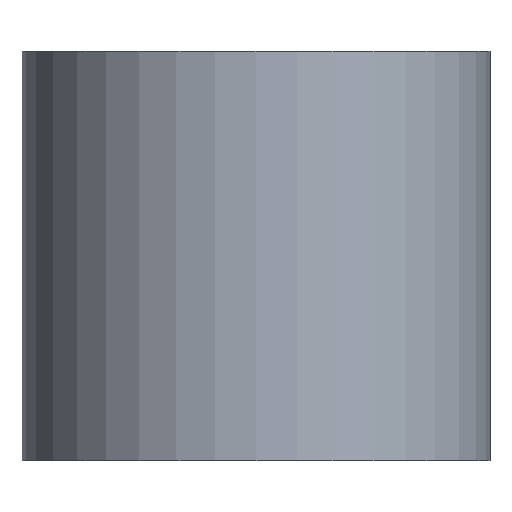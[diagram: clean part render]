
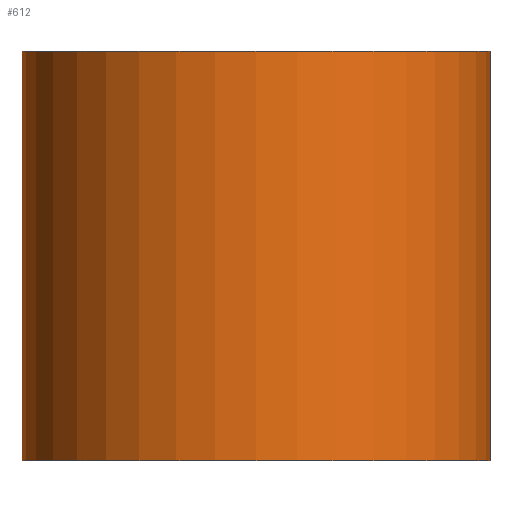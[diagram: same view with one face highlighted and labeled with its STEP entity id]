
A CAD part, front view. The second image highlights one B-rep face of the part: STEP entity #612.
In plain terms, the highlighted cylindrical face has radius 40 mm (diameter 80 mm), a full revolution.
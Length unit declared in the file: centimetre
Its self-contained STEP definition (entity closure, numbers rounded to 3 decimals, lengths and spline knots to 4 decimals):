
#176=VERTEX_POINT('',#2005);
#177=VERTEX_POINT('',#2007);
#242=EDGE_CURVE('',#176,#176,#1179,.T.);
#243=EDGE_CURVE('',#177,#177,#1180,.T.);
#340=ORIENTED_EDGE('',*,*,#242,.T.);
#341=ORIENTED_EDGE('',*,*,#243,.T.);
#536=EDGE_LOOP('',(#340));
#537=EDGE_LOOP('',(#341));
#574=FACE_BOUND('',#536,.T.);
#575=FACE_BOUND('',#537,.T.);
#612=ADVANCED_FACE('',(#574,#575),#647,.T.);
#647=CYLINDRICAL_SURFACE('',#1508,4.);
#1179=CIRCLE('',#1509,4.);
#1180=CIRCLE('',#1510,4.);
#1508=AXIS2_PLACEMENT_3D('',#2003,#2258,#2259);
#1509=AXIS2_PLACEMENT_3D('',#2004,#2260,#2261);
#1510=AXIS2_PLACEMENT_3D('',#2006,#2262,#2263);
#2003=CARTESIAN_POINT('',(0.,0.,0.));
#2004=CARTESIAN_POINT('',(0.,0.,7.));
#2005=CARTESIAN_POINT('',(4.,0.,7.));
#2006=CARTESIAN_POINT('',(0.,0.,0.));
#2007=CARTESIAN_POINT('',(4.,0.,0.));
#2258=DIRECTION('',(0.,0.,1.));
#2259=DIRECTION('',(4.,0.,0.));
#2260=DIRECTION('',(0.,0.,-1.));
#2261=DIRECTION('',(4.,0.,0.));
#2262=DIRECTION('',(0.,0.,1.));
#2263=DIRECTION('',(4.,0.,0.));
